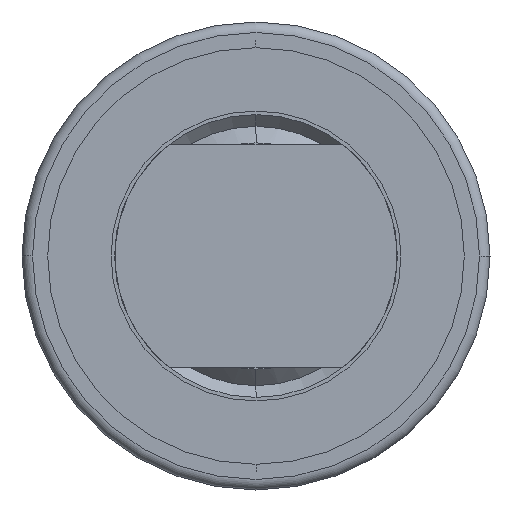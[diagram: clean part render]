
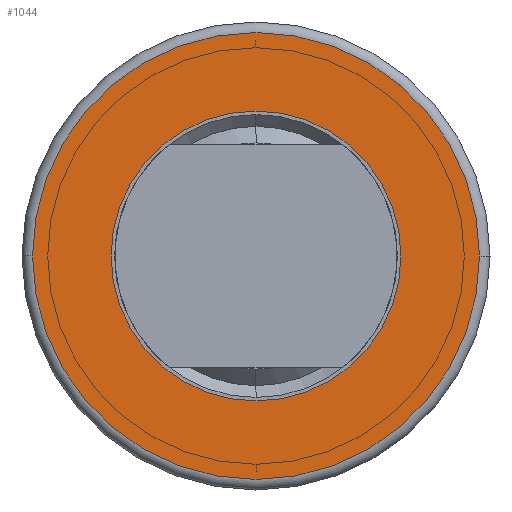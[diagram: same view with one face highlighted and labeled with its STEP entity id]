
A CAD part, left-side view. The second image highlights one B-rep face of the part: STEP entity #1044.
In plain terms, the highlighted planar face has unit normal (-1, 0, 0).
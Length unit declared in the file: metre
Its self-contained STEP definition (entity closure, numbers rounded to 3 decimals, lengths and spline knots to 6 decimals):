
#1044=ADVANCED_FACE('0:246',(#2159,#2160),#2161,.T.);
#2159=FACE_OUTER_BOUND('',#3466,.T.);
#2160=FACE_BOUND('',#3467,.T.);
#2161=PLANE('',#3468);
#3466=EDGE_LOOP('',(#6005,#6006));
#3467=EDGE_LOOP('',(#6007,#6008));
#3468=AXIS2_PLACEMENT_3D('',#6009,#6010,#6011);
#6005=ORIENTED_EDGE('',*,*,#8188,.F.);
#6006=ORIENTED_EDGE('',*,*,#7881,.F.);
#6007=ORIENTED_EDGE('',*,*,#8190,.T.);
#6008=ORIENTED_EDGE('',*,*,#7878,.T.);
#6009=CARTESIAN_POINT('',(-0.03474,0.01771,0.0));
#6010=DIRECTION('',(-1.0,0.0,0.0));
#6011=DIRECTION('',(0.0,0.0,1.0));
#7878=EDGE_CURVE('',#9424,#9428,#9430,.T.);
#7881=EDGE_CURVE('',#9432,#9434,#9435,.T.);
#8188=EDGE_CURVE('0:804',#9434,#9432,#9840,.T.);
#8190=EDGE_CURVE('0:813',#9428,#9424,#9842,.T.);
#9424=VERTEX_POINT('',#11259);
#9428=VERTEX_POINT('',#11264);
#9430=CIRCLE('',#11267,0.012325);
#9432=VERTEX_POINT('',#11269);
#9434=VERTEX_POINT('',#11271);
#9435=CIRCLE('',#11272,0.019);
#9840=CIRCLE('',#11677,0.019);
#9842=CIRCLE('',#11679,0.012325);
#11259=CARTESIAN_POINT('',(-0.03474,0.,-0.012325));
#11264=CARTESIAN_POINT('',(-0.03474,0.0,0.012325));
#11267=AXIS2_PLACEMENT_3D('',#13516,#13517,#13518);
#11269=CARTESIAN_POINT('',(-0.03474,-0.019,0.));
#11271=CARTESIAN_POINT('',(-0.03474,0.019,0.));
#11272=AXIS2_PLACEMENT_3D('',#13522,#13523,#13524);
#11677=AXIS2_PLACEMENT_3D('',#14134,#14135,#14136);
#11679=AXIS2_PLACEMENT_3D('',#14137,#14138,#14139);
#13516=CARTESIAN_POINT('',(-0.03474,0.0,0.0));
#13517=DIRECTION('',(1.0,0.0,0.0));
#13518=DIRECTION('',(0.0,0.0,-1.0));
#13522=CARTESIAN_POINT('',(-0.03474,0.0,0.0));
#13523=DIRECTION('',(1.0,0.0,0.0));
#13524=DIRECTION('',(0.0,1.0,0.0));
#14134=CARTESIAN_POINT('',(-0.03474,0.0,0.0));
#14135=DIRECTION('',(1.0,0.0,0.0));
#14136=DIRECTION('',(0.0,1.0,0.0));
#14137=CARTESIAN_POINT('',(-0.03474,0.0,0.0));
#14138=DIRECTION('',(1.0,0.0,0.0));
#14139=DIRECTION('',(0.0,0.0,-1.0));
